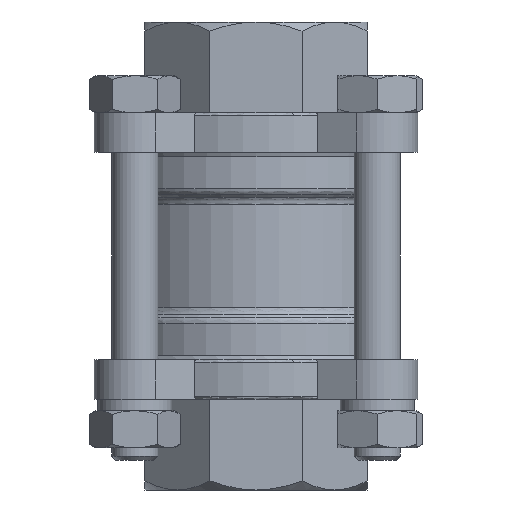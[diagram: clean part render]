
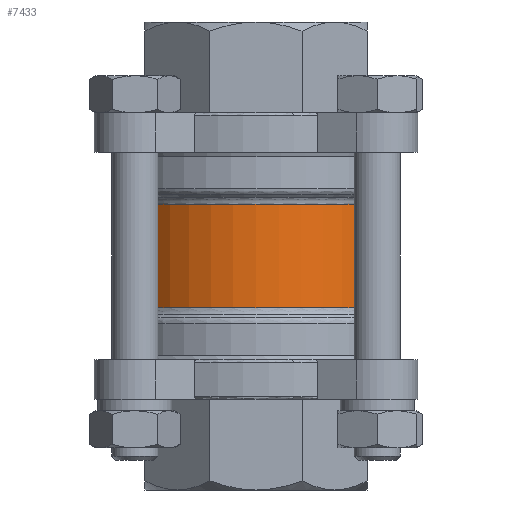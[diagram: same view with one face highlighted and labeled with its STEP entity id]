
A CAD part, front view. The second image highlights one B-rep face of the part: STEP entity #7433.
In plain terms, the highlighted cylindrical face has radius 29.5 mm (diameter 59 mm), a partial arc.
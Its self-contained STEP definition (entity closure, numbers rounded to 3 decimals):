
#129=LINE('',#11732,#555);
#130=LINE('',#11736,#556);
#555=VECTOR('',#9070,1000.);
#556=VECTOR('',#9073,1000.);
#914=CYLINDRICAL_SURFACE('',#8010,29.5);
#1303=CIRCLE('',#8006,29.5);
#1305=CIRCLE('',#8011,29.5);
#1916=ORIENTED_EDGE('',*,*,#4142,.T.);
#1917=ORIENTED_EDGE('',*,*,#4149,.T.);
#1918=ORIENTED_EDGE('',*,*,#4150,.F.);
#1919=ORIENTED_EDGE('',*,*,#4151,.F.);
#4142=EDGE_CURVE('',#5235,#5234,#1303,.T.);
#4149=EDGE_CURVE('',#5234,#5240,#129,.T.);
#4150=EDGE_CURVE('',#5241,#5240,#1305,.T.);
#4151=EDGE_CURVE('',#5235,#5241,#130,.T.);
#5234=VERTEX_POINT('',#11701);
#5235=VERTEX_POINT('',#11703);
#5240=VERTEX_POINT('',#11733);
#5241=VERTEX_POINT('',#11735);
#6199=EDGE_LOOP('',(#1916,#1917,#1918,#1919));
#6761=FACE_BOUND('',#6199,.T.);
#7433=ADVANCED_FACE('',(#6761),#914,.T.);
#8006=AXIS2_PLACEMENT_3D('',#11702,#9060,#9061);
#8010=AXIS2_PLACEMENT_3D('',#11731,#9068,#9069);
#8011=AXIS2_PLACEMENT_3D('',#11734,#9071,#9072);
#9060=DIRECTION('',(0.,0.,-1.));
#9061=DIRECTION('',(-1.,0.,0.));
#9068=DIRECTION('',(0.,0.,-1.));
#9069=DIRECTION('',(-1.,0.,0.));
#9070=DIRECTION('',(0.,0.,-1.));
#9071=DIRECTION('',(0.,0.,-1.));
#9072=DIRECTION('',(-1.,0.,0.));
#9073=DIRECTION('',(0.,0.,-1.));
#11701=CARTESIAN_POINT('',(-27.339,-11.083,11.222));
#11702=CARTESIAN_POINT('',(0.,0.,11.222));
#11703=CARTESIAN_POINT('',(27.339,-11.083,11.222));
#11731=CARTESIAN_POINT('',(0.,0.,-30.9));
#11732=CARTESIAN_POINT('',(-27.339,-11.083,21.4));
#11733=CARTESIAN_POINT('',(-27.339,-11.083,-11.222));
#11734=CARTESIAN_POINT('',(0.,0.,-11.222));
#11735=CARTESIAN_POINT('',(27.339,-11.083,-11.222));
#11736=CARTESIAN_POINT('',(27.339,-11.083,21.4));
